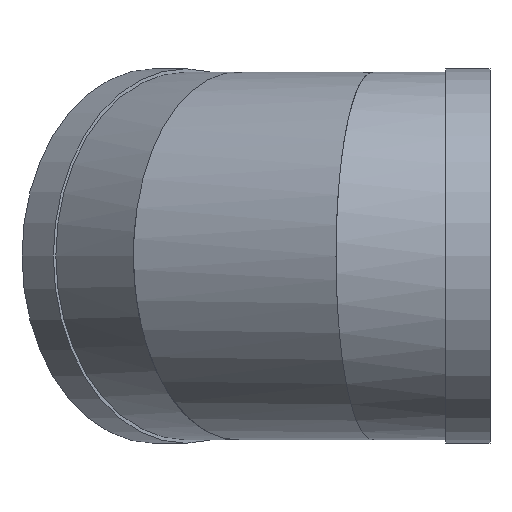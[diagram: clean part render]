
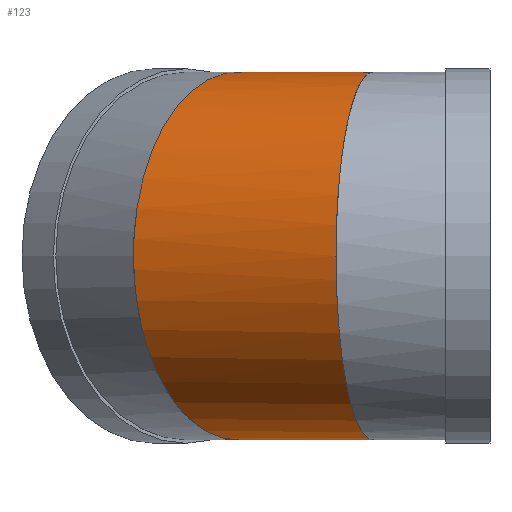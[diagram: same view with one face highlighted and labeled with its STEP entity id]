
A CAD part, left-side view. The second image highlights one B-rep face of the part: STEP entity #123.
In plain terms, the highlighted cylindrical face has radius 315 mm (diameter 630 mm), a full revolution.
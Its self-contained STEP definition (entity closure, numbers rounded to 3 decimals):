
#123 = ADVANCED_FACE( '', ( #222, #223 ), #224, .T. );
#222 = FACE_OUTER_BOUND( '', #316, .T. );
#223 = FACE_OUTER_BOUND( '', #317, .T. );
#224 = CYLINDRICAL_SURFACE( '', #318, 315. );
#316 = EDGE_LOOP( '', ( #416 ) );
#317 = EDGE_LOOP( '', ( #417 ) );
#318 = AXIS2_PLACEMENT_3D( '', #418, #419, #420 );
#416 = ORIENTED_EDGE( '', *, *, #499, .T. );
#417 = ORIENTED_EDGE( '', *, *, #502, .T. );
#418 = CARTESIAN_POINT( '', ( 289.046, 899.135, 0. ) );
#419 = DIRECTION( '', ( 0.383, 0.924, 0. ) );
#420 = DIRECTION( '', ( 0.924, -0.383, 0. ) );
#499 = EDGE_CURVE( '', #549, #549, #550, .T. );
#502 = EDGE_CURVE( '', #554, #554, #555, .T. );
#549 = VERTEX_POINT( '', #609 );
#550 = ELLIPSE( '', #610, 321.171, 315. );
#554 = VERTEX_POINT( '', #614 );
#555 = ELLIPSE( '', #615, 321.171, 315. );
#609 = CARTESIAN_POINT( '', ( 362.956, 254.433, 0. ) );
#610 = AXIS2_PLACEMENT_3D( '', #672, #673, #674 );
#614 = CARTESIAN_POINT( '', ( -315., 263.972, 0. ) );
#615 = AXIS2_PLACEMENT_3D( '', #678, #679, #680 );
#672 = CARTESIAN_POINT( '', ( 95.912, 432.866, 0. ) );
#673 = DIRECTION( '', ( -0.556, -0.831, 0. ) );
#674 = DIRECTION( '', ( 0.831, -0.556, 0. ) );
#678 = CARTESIAN_POINT( '', ( 0., 201.315, 0. ) );
#679 = DIRECTION( '', ( 0.195, 0.981, 0. ) );
#680 = DIRECTION( '', ( -0.981, 0.195, 0. ) );
